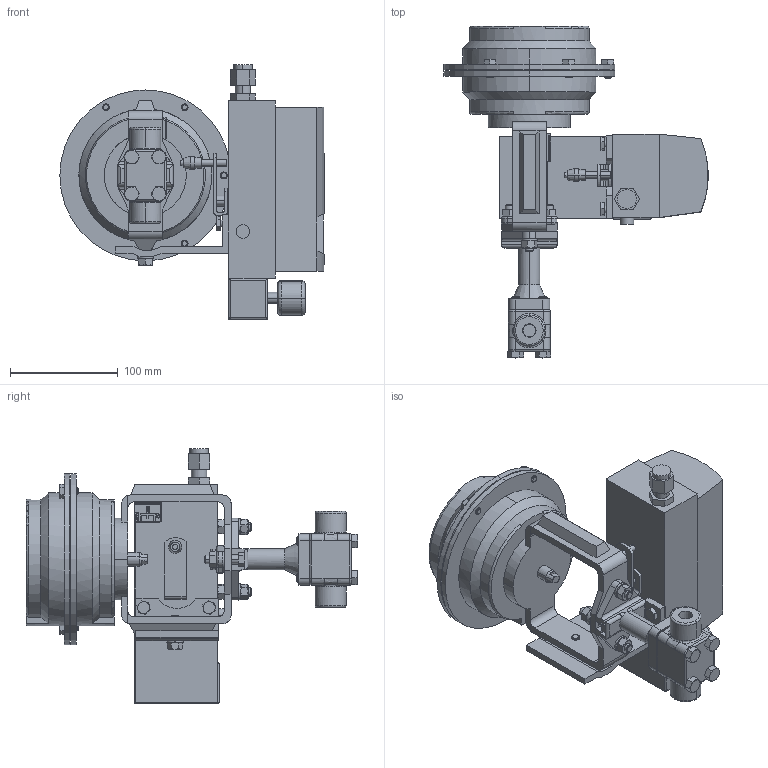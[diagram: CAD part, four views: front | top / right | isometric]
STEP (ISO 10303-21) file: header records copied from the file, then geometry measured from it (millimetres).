
FILE_DESCRIPTION (( 'STEP AP203' ), '1' );
FILE_NAME ('708SP-025-CS+S6-PT-14M-16IQ.STEP', '2017-09-14T12:21:01', ( '' ), ( '' ), 'SwSTEP 2.0', 'SolidWorks 2014', '' );
FILE_SCHEMA (( 'CONFIG_CONTROL_DESIGN' ));
Length unit declared in the file: inch
Products named in the file (1): 708SP-025-CS+S6-PT-14M-16IQ
Bounding box: 245.46 x 308.17 x 236.54 mm (x, y, z)
Volume: 2567916.7 mm3; surface area: 246947.4 mm2
Topology: 1 solids, 1 shells, 942 faces, 2319 edges, 1439 vertices
Faces by surface type: plane 437, cylinder 203, cone 174, bspline 82, torus 44, sphere 2
Entity records: 35674 total; most frequent: CARTESIAN_POINT 14100, ORIENTED_EDGE 4622, DIRECTION 4227, EDGE_CURVE 2311, AXIS2_PLACEMENT_3D 1534, VERTEX_POINT 1439, VECTOR 1159, LINE 1159
